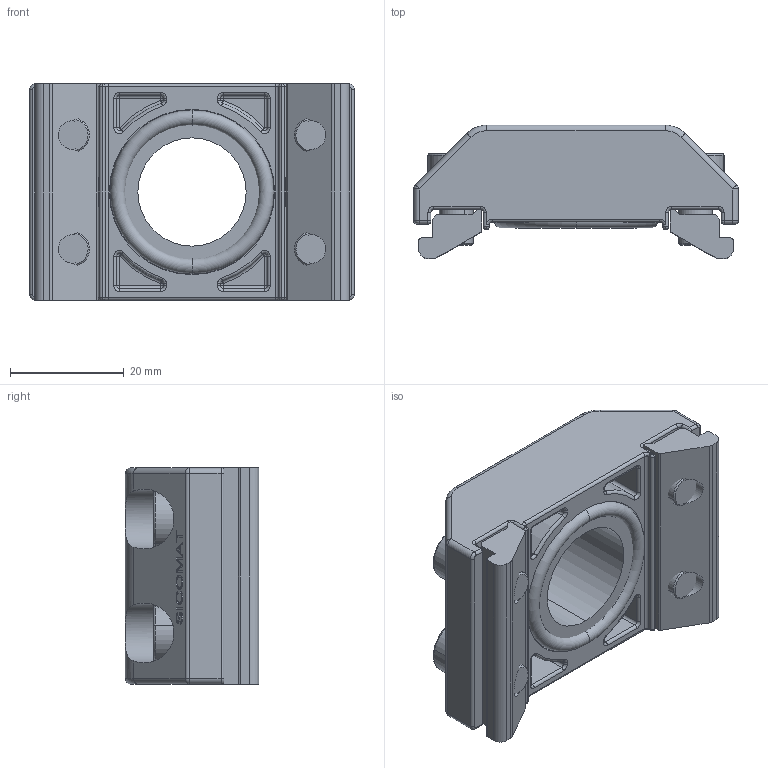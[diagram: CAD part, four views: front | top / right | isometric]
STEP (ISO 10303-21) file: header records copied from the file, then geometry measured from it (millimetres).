
FILE_DESCRIPTION (( 'STEP AP203' ), '1' );
FILE_NAME ('AR208.080.012.STEP', '2019-01-18T08:10:17', ( 'Localadmin' ), ( 'Microsoft' ), 'SwSTEP 2.0', 'SolidWorks 2018', '' );
FILE_SCHEMA (( 'CONFIG_CONTROL_DESIGN' ));
Length unit declared in the file: millimetre
Products named in the file (5): AR000.000.011; AR000.000.012; 084.301.000 VITI ALUSIC_084.301.010; GUARNIZIONI OR_OR 3093; AR208.080.012
Assembly tree (8 placements, depth 2):
  AR208.080.012
    AR000.000.011
    AR000.000.012  x2
    084.301.000 VITI ALUSIC_084.301.010  x4
    GUARNIZIONI OR_OR 3093
Bounding box: 57 x 23.42 x 38 mm (x, y, z)
Volume: 27293.2 mm3; surface area: 16324.7 mm2
Topology: 8 solids, 8 shells, 876 faces, 2169 edges, 1348 vertices
Faces by surface type: plane 353, bspline 238, cylinder 173, torus 64, sphere 40, cone 8
Entity records: 36162 total; most frequent: CARTESIAN_POINT 18028, ORIENTED_EDGE 3934, DIRECTION 3005, EDGE_CURVE 1967, VERTEX_POINT 1238, LINE 1087, VECTOR 1087, AXIS2_PLACEMENT_3D 959
